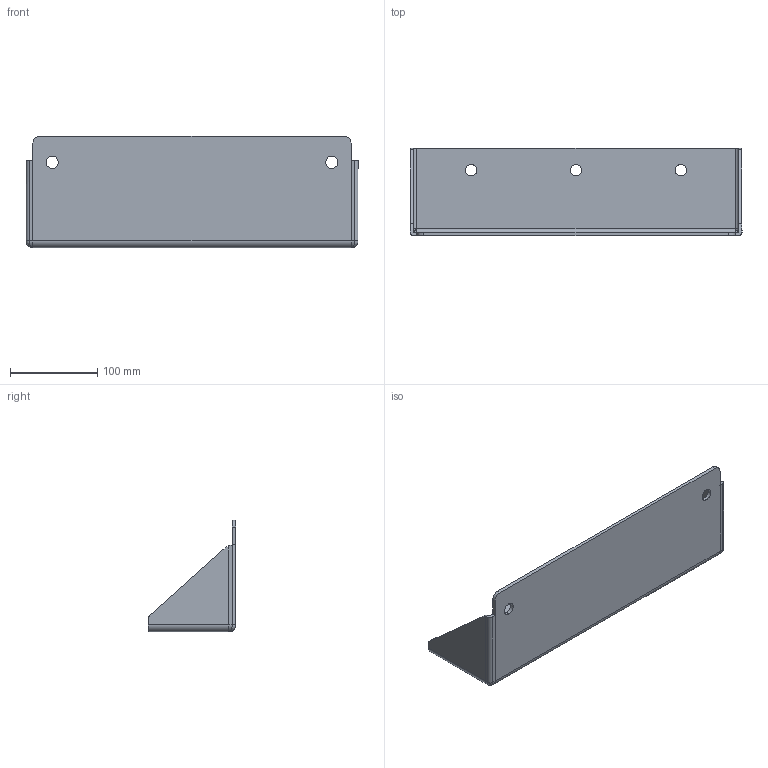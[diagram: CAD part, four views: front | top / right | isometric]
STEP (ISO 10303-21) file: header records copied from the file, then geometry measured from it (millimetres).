
FILE_DESCRIPTION (( 'STEP AP214' ), '1' );
FILE_NAME ('972.400.STEP', '2025-02-11T03:47:08', ( '' ), ( '' ), 'SwSTEP 2.0', 'SolidWorks 2021', '' );
FILE_SCHEMA (( 'AUTOMOTIVE_DESIGN' ));
Length unit declared in the file: millimetre
Products named in the file (1): 972.400
Bounding box: 380 x 100 x 128 mm (x, y, z)
Volume: 372202.3 mm3; surface area: 191289.1 mm2
Topology: 1 solids, 1 shells, 62 faces, 146 edges, 84 vertices
Faces by surface type: cylinder 32, plane 28, bspline 2
Entity records: 1896 total; most frequent: CARTESIAN_POINT 429, DIRECTION 312, ORIENTED_EDGE 288, EDGE_CURVE 144, AXIS2_PLACEMENT_3D 115, VERTEX_POINT 84, VECTOR 82, LINE 82
